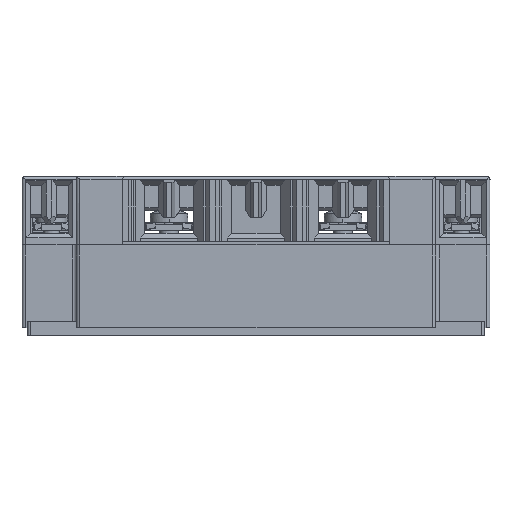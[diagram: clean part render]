
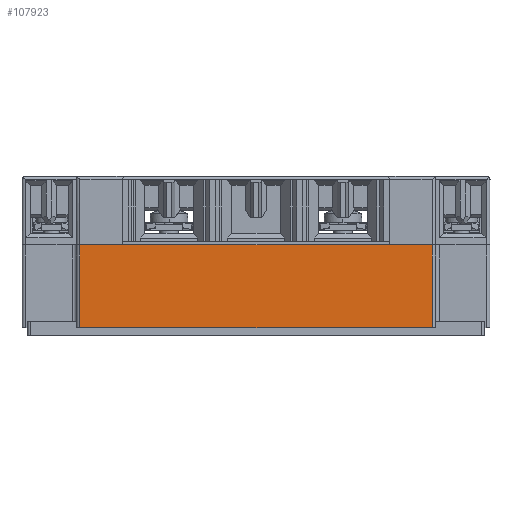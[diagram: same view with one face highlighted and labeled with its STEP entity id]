
A CAD part, front view. The second image highlights one B-rep face of the part: STEP entity #107923.
In plain terms, the highlighted planar face has unit normal (0, -1, 0).
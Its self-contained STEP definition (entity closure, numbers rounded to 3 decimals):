
#551 = ORIENTED_EDGE ( 'NONE', *, *, #112294, .T. ) ;
#552 = ORIENTED_EDGE ( 'NONE', *, *, #112295, .T. ) ;
#553 = ORIENTED_EDGE ( 'NONE', *, *, #112293, .T. ) ;
#554 = ORIENTED_EDGE ( 'NONE', *, *, #112296, .T. ) ;
#22196 = AXIS2_PLACEMENT_3D ( 'NONE', #54774, #54775, #54776 ) ;
#54773 = PLANE ( 'NONE',  #22196 ) ;
#54774 = CARTESIAN_POINT ( 'NONE',  ( 6789.031, -115.186, 1.776 ) ) ;
#54775 = DIRECTION ( 'NONE',  ( 0., -1., 0. ) ) ;
#54776 = DIRECTION ( 'NONE',  ( 1., 0., 0. ) ) ;
#58692 = LINE ( 'NONE', #114798, #103751 ) ;
#58694 = LINE ( 'NONE', #114802, #103753 ) ;
#58696 = LINE ( 'NONE', #114807, #103756 ) ;
#58698 = LINE ( 'NONE', #114811, #103759 ) ;
#65539 = CARTESIAN_POINT ( 'NONE',  ( 6867.302, -115.186, 20.2 ) ) ;
#65540 = CARTESIAN_POINT ( 'NONE',  ( 6789.031, -115.186, 20.2 ) ) ;
#65542 = CARTESIAN_POINT ( 'NONE',  ( 6789.031, -115.186, 1.776 ) ) ;
#65544 = CARTESIAN_POINT ( 'NONE',  ( 6867.302, -115.186, 1.776 ) ) ;
#75023 = FACE_OUTER_BOUND ( 'NONE', #105343, .T. ) ;
#88857 = VERTEX_POINT ( 'NONE', #65539 ) ;
#88859 = VERTEX_POINT ( 'NONE', #65540 ) ;
#88860 = VERTEX_POINT ( 'NONE', #65542 ) ;
#88862 = VERTEX_POINT ( 'NONE', #65544 ) ;
#103751 = VECTOR ( 'NONE', #114799, 1000. ) ;
#103753 = VECTOR ( 'NONE', #114804, 1000. ) ;
#103756 = VECTOR ( 'NONE', #114809, 1000. ) ;
#103759 = VECTOR ( 'NONE', #114813, 1000. ) ;
#105343 = EDGE_LOOP ( 'NONE', ( #551, #553, #552, #554 ) ) ;
#107923 = ADVANCED_FACE ( 'NONE', ( #75023 ), #54773, .T. ) ;
#112293 = EDGE_CURVE ( 'NONE', #88859, #88860, #58692, .T. ) ;
#112294 = EDGE_CURVE ( 'NONE', #88857, #88859, #58694, .T. ) ;
#112295 = EDGE_CURVE ( 'NONE', #88860, #88862, #58696, .T. ) ;
#112296 = EDGE_CURVE ( 'NONE', #88862, #88857, #58698, .T. ) ;
#114798 = CARTESIAN_POINT ( 'NONE',  ( 6789.031, -115.186, 10.988 ) ) ;
#114799 = DIRECTION ( 'NONE',  ( 0., 0., -1. ) ) ;
#114802 = CARTESIAN_POINT ( 'NONE',  ( 6828.166, -115.186, 20.2 ) ) ;
#114804 = DIRECTION ( 'NONE',  ( -1., 0., 0. ) ) ;
#114807 = CARTESIAN_POINT ( 'NONE',  ( 6828.166, -115.186, 1.776 ) ) ;
#114809 = DIRECTION ( 'NONE',  ( 1., 0., 0. ) ) ;
#114811 = CARTESIAN_POINT ( 'NONE',  ( 6867.302, -115.186, 10.988 ) ) ;
#114813 = DIRECTION ( 'NONE',  ( 0., 0., 1. ) ) ;
